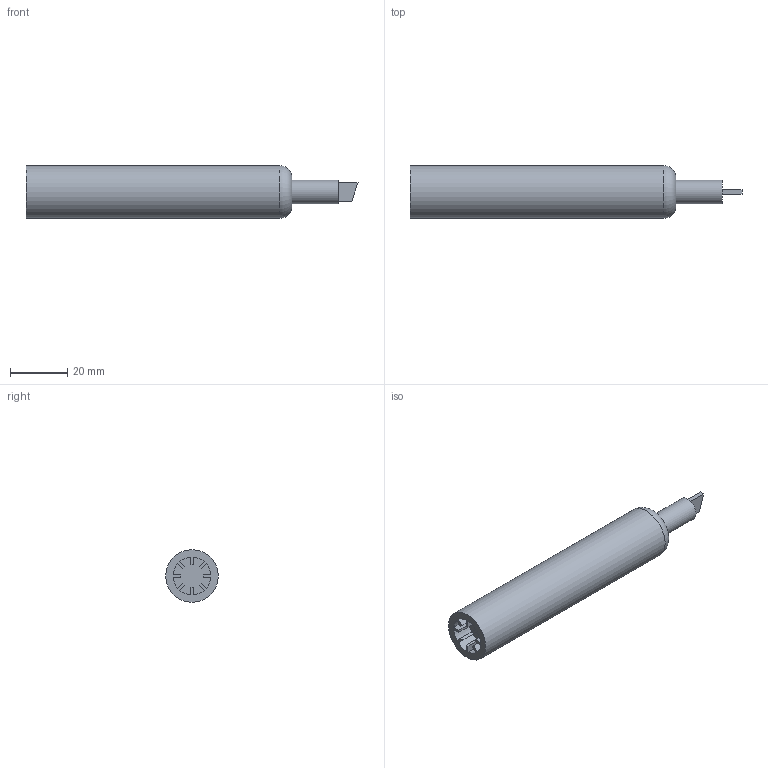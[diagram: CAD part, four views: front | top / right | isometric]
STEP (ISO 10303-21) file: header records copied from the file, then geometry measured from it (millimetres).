
FILE_DESCRIPTION(/* description */ (''),/* implementation_level */ '2;1');
FILE_NAME(/* name */ 'Revolve Marker.stp',/* time_stamp */ '2019-09-11T12:13:58-04:00',/* author */ ('adhikariocean'),/* organization */ (''),/* preprocessor_version */ 'ST-DEVELOPER v16.13',/* originating_system */ 'Autodesk Inventor 2018',/* authorisation */ '');
FILE_SCHEMA (('AUTOMOTIVE_DESIGN { 1 0 10303 214 3 1 1 }'));
Length unit declared in the file: inch
Products named in the file (1): Revolve Marker
Bounding box: 116.27 x 18.41 x 18.41 mm (x, y, z)
Volume: 24671.7 mm3; surface area: 6945.9 mm2
Topology: 2 solids, 2 shells, 44 faces, 115 edges, 76 vertices
Faces by surface type: plane 33, cylinder 10, torus 1
Full cylindrical faces by diameter (mm): 8.255 x1, 18.415 x1
Entity records: 1468 total; most frequent: CARTESIAN_POINT 233, ORIENTED_EDGE 224, DIRECTION 222, EDGE_CURVE 112, LINE 92, VECTOR 92, VERTEX_POINT 76, AXIS2_PLACEMENT_3D 65
